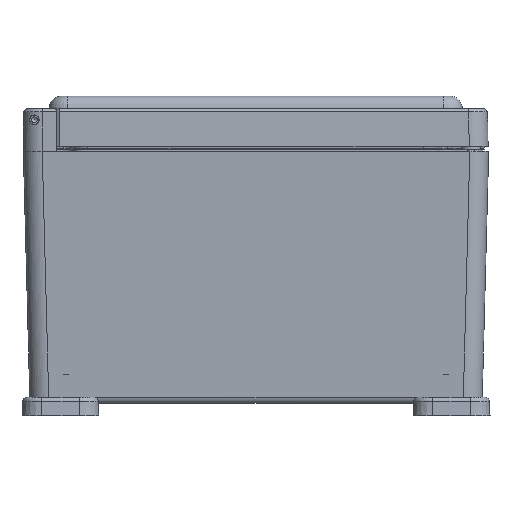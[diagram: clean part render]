
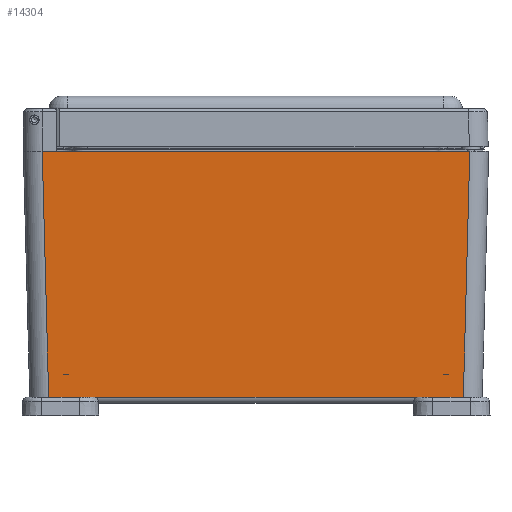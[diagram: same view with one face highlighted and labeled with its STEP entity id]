
A CAD part, left-side view. The second image highlights one B-rep face of the part: STEP entity #14304.
In plain terms, the highlighted planar face has unit normal (-1, 0, -0.026).
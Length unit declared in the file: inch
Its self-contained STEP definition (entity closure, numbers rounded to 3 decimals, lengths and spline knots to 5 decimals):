
#866 = ORIENTED_EDGE ( 'NONE', *, *, #46187, .F. ) ;
#1165 = EDGE_CURVE ( 'NONE', #27116, #49183, #5708, .T. ) ;
#2993 = CARTESIAN_POINT ( 'NONE',  ( -5.6153, 4.24043, 5. ) ) ;
#3155 = ORIENTED_EDGE ( 'NONE', *, *, #17547, .T. ) ;
#5042 = CARTESIAN_POINT ( 'NONE',  ( -5.48438, -4.48438, 0. ) ) ;
#5406 = CARTESIAN_POINT ( 'NONE',  ( -5.6153, -4.48438, 5. ) ) ;
#5708 = LINE ( 'NONE', #12190, #63149 ) ;
#5916 = DIRECTION ( 'NONE',  ( 0., 1., 0. ) ) ;
#8846 = CARTESIAN_POINT ( 'NONE',  ( -5.48088, -4.106, -0.13361 ) ) ;
#10537 = EDGE_CURVE ( 'NONE', #27116, #38463, #36319, .T. ) ;
#11861 = DIRECTION ( 'NONE',  ( -1., 0., -0.026 ) ) ;
#12190 = CARTESIAN_POINT ( 'NONE',  ( -5.6153, 4.24043, 5. ) ) ;
#13186 = VECTOR ( 'NONE', #38767, 39.37008 ) ;
#14304 = ADVANCED_FACE ( 'NONE', ( #52224 ), #59522, .T. ) ;
#15261 = DIRECTION ( 'NONE',  ( 1., 0., 0. ) ) ;
#15525 = CARTESIAN_POINT ( 'NONE',  ( -5.2403, 4.2403, 5. ) ) ;
#17547 = EDGE_CURVE ( 'NONE', #36510, #47250, #44040, .T. ) ;
#21271 = AXIS2_PLACEMENT_3D ( 'NONE', #15525, #75197, #15261 ) ;
#21651 = VERTEX_POINT ( 'NONE', #47502 ) ;
#25280 = VECTOR ( 'NONE', #49914, 39.37008 ) ;
#27116 = VERTEX_POINT ( 'NONE', #2993 ) ;
#28535 = VECTOR ( 'NONE', #5916, 39.37008 ) ;
#31686 = CARTESIAN_POINT ( 'NONE',  ( -5.6153, -4.48438, 5. ) ) ;
#32423 = ORIENTED_EDGE ( 'NONE', *, *, #64953, .T. ) ;
#33317 = ORIENTED_EDGE ( 'NONE', *, *, #10537, .F. ) ;
#34493 = EDGE_CURVE ( 'NONE', #36510, #21651, #37510, .T. ) ;
#34691 = DIRECTION ( 'NONE',  ( -0.026, 0., 1. ) ) ;
#35116 = CARTESIAN_POINT ( 'NONE',  ( -5.48756, -2.24219, 0.12173 ) ) ;
#36319 = CIRCLE ( 'NONE', #21271, 0.375 ) ;
#36510 = VERTEX_POINT ( 'NONE', #64804 ) ;
#36705 = ORIENTED_EDGE ( 'NONE', *, *, #34493, .F. ) ;
#37510 = LINE ( 'NONE', #8846, #13186 ) ;
#38463 = VERTEX_POINT ( 'NONE', #44067 ) ;
#38767 = DIRECTION ( 'NONE',  ( 0.026, 0.026, -0.999 ) ) ;
#42212 = CARTESIAN_POINT ( 'NONE',  ( -5.48756, 4.11269, 0.12173 ) ) ;
#42364 = DIRECTION ( 'NONE',  ( 0.026, -0.026, -0.999 ) ) ;
#43504 = LINE ( 'NONE', #5406, #28535 ) ;
#44040 = LINE ( 'NONE', #31686, #25280 ) ;
#44067 = CARTESIAN_POINT ( 'NONE',  ( -5.6153, 4.2403, 5. ) ) ;
#46187 = EDGE_CURVE ( 'NONE', #21651, #49183, #60661, .T. ) ;
#46418 = EDGE_LOOP ( 'NONE', ( #33317, #66576, #866, #36705, #3155, #32423 ) ) ;
#47250 = VERTEX_POINT ( 'NONE', #70708 ) ;
#47502 = CARTESIAN_POINT ( 'NONE',  ( -5.48756, -4.11269, 0.12173 ) ) ;
#49183 = VERTEX_POINT ( 'NONE', #42212 ) ;
#49285 = VECTOR ( 'NONE', #71724, 39.37008 ) ;
#49914 = DIRECTION ( 'NONE',  ( 0., 1., 0. ) ) ;
#52224 = FACE_OUTER_BOUND ( 'NONE', #46418, .T. ) ;
#59522 = PLANE ( 'NONE',  #67410 ) ;
#60661 = LINE ( 'NONE', #35116, #49285 ) ;
#63149 = VECTOR ( 'NONE', #42364, 39.37008 ) ;
#64804 = CARTESIAN_POINT ( 'NONE',  ( -5.6153, -4.24043, 5. ) ) ;
#64953 = EDGE_CURVE ( 'NONE', #47250, #38463, #43504, .T. ) ;
#66576 = ORIENTED_EDGE ( 'NONE', *, *, #1165, .T. ) ;
#67410 = AXIS2_PLACEMENT_3D ( 'NONE', #5042, #11861, #34691 ) ;
#70708 = CARTESIAN_POINT ( 'NONE',  ( -5.6153, 3.95905, 5. ) ) ;
#71724 = DIRECTION ( 'NONE',  ( 0., 1., 0. ) ) ;
#75197 = DIRECTION ( 'NONE',  ( 0., 0., 1. ) ) ;
